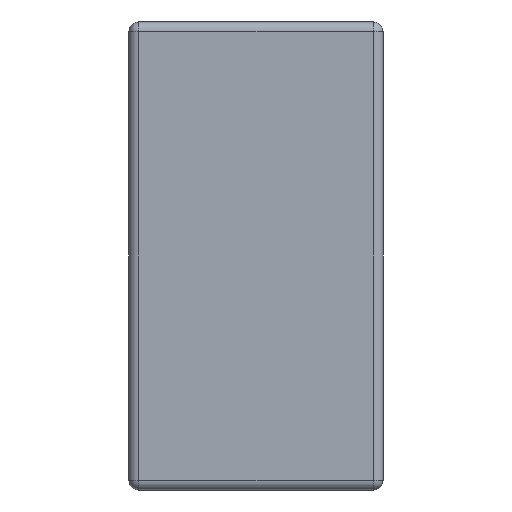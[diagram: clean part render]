
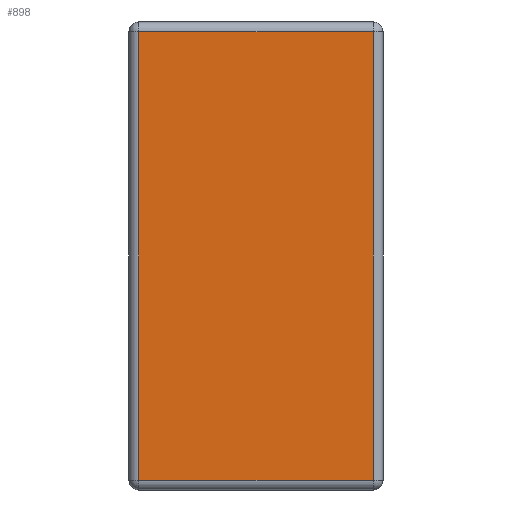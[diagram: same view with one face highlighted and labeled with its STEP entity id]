
A CAD part, left-side view. The second image highlights one B-rep face of the part: STEP entity #898.
In plain terms, the highlighted planar face has unit normal (-1, 0, 0).
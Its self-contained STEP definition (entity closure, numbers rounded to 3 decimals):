
#116 = CARTESIAN_POINT ( 'NONE',  ( 0., 0., 0. ) ) ;
#162 = ORIENTED_EDGE ( 'NONE', *, *, #3266, .T. ) ;
#377 = LINE ( 'NONE', #2238, #3411 ) ;
#692 = CARTESIAN_POINT ( 'NONE',  ( 0., 0., -3.427 ) ) ;
#730 = ORIENTED_EDGE ( 'NONE', *, *, #3610, .T. ) ;
#898 = ADVANCED_FACE ( 'NONE', ( #4568 ), #3540, .T. ) ;
#1087 = EDGE_CURVE ( 'NONE', #2188, #4143, #4349, .T. ) ;
#1132 = EDGE_LOOP ( 'NONE', ( #162, #3803, #1546, #730 ) ) ;
#1200 = VECTOR ( 'NONE', #3623, 1000. ) ;
#1432 = CARTESIAN_POINT ( 'NONE',  ( 0., 1.827, -0.073 ) ) ;
#1459 = DIRECTION ( 'NONE',  ( 0., 0., -1. ) ) ;
#1546 = ORIENTED_EDGE ( 'NONE', *, *, #4334, .T. ) ;
#1558 = CARTESIAN_POINT ( 'NONE',  ( 0., 1.9, -0.073 ) ) ;
#1656 = CARTESIAN_POINT ( 'NONE',  ( 0., 1.827, -3.427 ) ) ;
#2148 = CARTESIAN_POINT ( 'NONE',  ( 0., 0.073, 0. ) ) ;
#2178 = LINE ( 'NONE', #692, #3454 ) ;
#2188 = VERTEX_POINT ( 'NONE', #2506 ) ;
#2238 = CARTESIAN_POINT ( 'NONE',  ( 0., 1.827, -3.5 ) ) ;
#2506 = CARTESIAN_POINT ( 'NONE',  ( 0., 0.073, -3.427 ) ) ;
#2693 = AXIS2_PLACEMENT_3D ( 'NONE', #116, #3087, #3130 ) ;
#2726 = LINE ( 'NONE', #1558, #4180 ) ;
#3087 = DIRECTION ( 'NONE',  ( -1., 0., 0. ) ) ;
#3130 = DIRECTION ( 'NONE',  ( 0., 0., 1. ) ) ;
#3242 = VERTEX_POINT ( 'NONE', #1656 ) ;
#3266 = EDGE_CURVE ( 'NONE', #3242, #2188, #2178, .T. ) ;
#3411 = VECTOR ( 'NONE', #1459, 1000. ) ;
#3423 = DIRECTION ( 'NONE',  ( 0., 1., 0. ) ) ;
#3454 = VECTOR ( 'NONE', #4793, 1000. ) ;
#3540 = PLANE ( 'NONE',  #2693 ) ;
#3566 = VERTEX_POINT ( 'NONE', #1432 ) ;
#3610 = EDGE_CURVE ( 'NONE', #3566, #3242, #377, .T. ) ;
#3623 = DIRECTION ( 'NONE',  ( 0., 0., 1. ) ) ;
#3803 = ORIENTED_EDGE ( 'NONE', *, *, #1087, .T. ) ;
#4143 = VERTEX_POINT ( 'NONE', #4657 ) ;
#4180 = VECTOR ( 'NONE', #3423, 1000. ) ;
#4334 = EDGE_CURVE ( 'NONE', #4143, #3566, #2726, .T. ) ;
#4349 = LINE ( 'NONE', #2148, #1200 ) ;
#4568 = FACE_OUTER_BOUND ( 'NONE', #1132, .T. ) ;
#4657 = CARTESIAN_POINT ( 'NONE',  ( 0., 0.073, -0.073 ) ) ;
#4793 = DIRECTION ( 'NONE',  ( 0., -1., 0. ) ) ;
